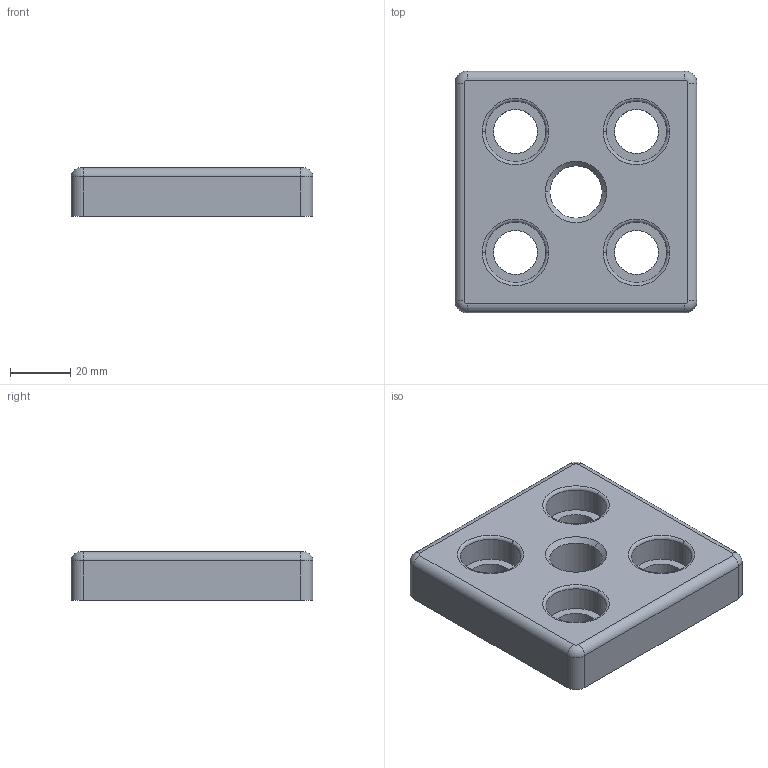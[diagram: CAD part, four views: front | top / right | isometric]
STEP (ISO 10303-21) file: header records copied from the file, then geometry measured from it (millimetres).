
FILE_DESCRIPTION (( 'STEP AP214' ), '1' );
FILE_NAME ('093t80802012r.STEP', '2014-08-20T08:44:32', ( '' ), ( '' ), 'SwSTEP 2.0', 'SolidWorks 2014', '' );
FILE_SCHEMA (( 'AUTOMOTIVE_DESIGN' ));
Length unit declared in the file: millimetre
Products named in the file (1): 093t80802012r
Bounding box: 80 x 80 x 16 mm (x, y, z)
Volume: 57493.3 mm3; surface area: 27125.9 mm2
Topology: 1 solids, 1 shells, 283 faces, 645 edges, 353 vertices
Faces by surface type: cylinder 135, plane 55, sphere 46, torus 45, cone 2
Entity records: 7705 total; most frequent: DIRECTION 1553, CARTESIAN_POINT 1242, ORIENTED_EDGE 1218, AXIS2_PLACEMENT_3D 660, EDGE_CURVE 609, CIRCLE 376, VERTEX_POINT 349, EDGE_LOOP 314
